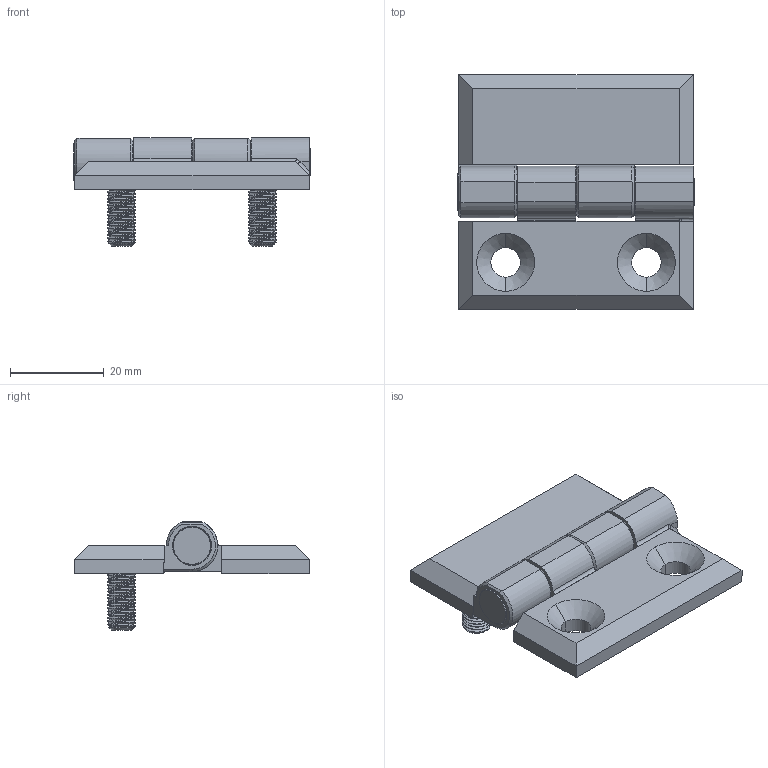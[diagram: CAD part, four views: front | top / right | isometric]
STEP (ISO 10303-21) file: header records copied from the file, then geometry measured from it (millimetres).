
FILE_DESCRIPTION (( 'STEP AP203' ), '1' );
FILE_NAME ('MY5050.1.5.2.BOYALI.STEP', '2022-08-01T09:12:26', ( '' ), ( '' ), 'SwSTEP 2.0', 'SolidWorks 2021', '' );
FILE_SCHEMA (( 'CONFIG_CONTROL_DESIGN' ));
Length unit declared in the file: millimetre
Products named in the file (1): MY5050.1.5.2.BOYALI
Bounding box: 50.3 x 50.01 x 23.1 mm (x, y, z)
Surface area: 10285 mm2 (no closed solid volume)
Topology: 0 solids, 10 shells, 286 faces, 800 edges, 532 vertices
Faces by surface type: plane 113, cylinder 110, cone 38, bspline 25
Entity records: 15916 total; most frequent: CARTESIAN_POINT 9150, ORIENTED_EDGE 1526, DIRECTION 1153, EDGE_CURVE 800, VERTEX_POINT 532, VECTOR 399, LINE 399, AXIS2_PLACEMENT_3D 377
